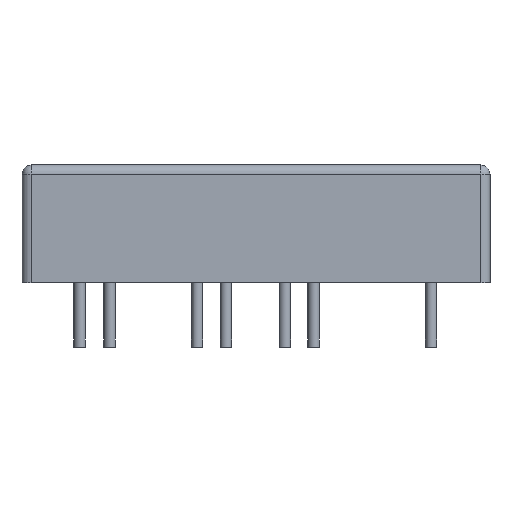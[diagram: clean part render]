
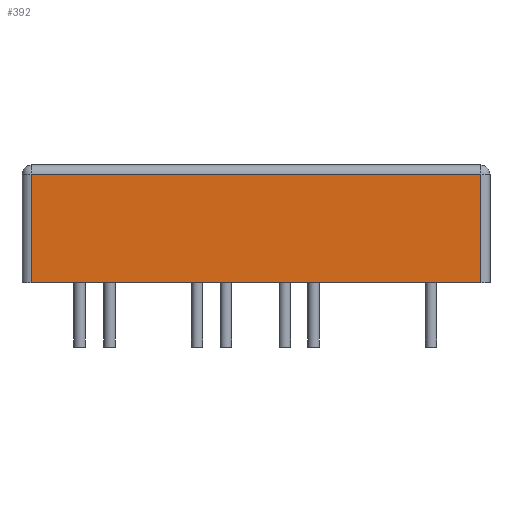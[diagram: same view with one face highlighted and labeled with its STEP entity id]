
A CAD part, left-side view. The second image highlights one B-rep face of the part: STEP entity #392.
In plain terms, the highlighted planar face has unit normal (-1, 0, 0).
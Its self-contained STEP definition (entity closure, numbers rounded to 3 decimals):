
#392 = ADVANCED_FACE( '', ( #991 ), #992, .F. );
#991 = FACE_OUTER_BOUND( '', #1854, .T. );
#992 = PLANE( '', #1855 );
#1854 = EDGE_LOOP( '', ( #3174, #3175, #3176, #3177 ) );
#1855 = AXIS2_PLACEMENT_3D( '', #3178, #3179, #3180 );
#3174 = ORIENTED_EDGE( '', *, *, #5848, .T. );
#3175 = ORIENTED_EDGE( '', *, *, #5849, .T. );
#3176 = ORIENTED_EDGE( '', *, *, #5850, .T. );
#3177 = ORIENTED_EDGE( '', *, *, #5851, .T. );
#3178 = CARTESIAN_POINT( '', ( -25.4, 20.3, 5.1 ) );
#3179 = DIRECTION( '', ( 1., 0., 0. ) );
#3180 = DIRECTION( '', ( 0., 0., -1. ) );
#5848 = EDGE_CURVE( '', #6934, #6935, #6936, .T. );
#5849 = EDGE_CURVE( '', #6935, #6900, #6937, .F. );
#5850 = EDGE_CURVE( '', #6900, #6938, #6939, .F. );
#5851 = EDGE_CURVE( '', #6938, #6934, #6940, .T. );
#6900 = VERTEX_POINT( '', #8980 );
#6934 = VERTEX_POINT( '', #9041 );
#6935 = VERTEX_POINT( '', #9042 );
#6936 = LINE( '', #9043, #9044 );
#6937 = LINE( '', #9045, #9046 );
#6938 = VERTEX_POINT( '', #9047 );
#6939 = LINE( '', #9048, #9049 );
#6940 = LINE( '', #9050, #9051 );
#8980 = CARTESIAN_POINT( '', ( -25.4, -19.5, 4.3 ) );
#9041 = CARTESIAN_POINT( '', ( -25.4, 19.5, -5.1 ) );
#9042 = CARTESIAN_POINT( '', ( -25.4, -19.5, -5.1 ) );
#9043 = CARTESIAN_POINT( '', ( -25.4, 20.3, -5.1 ) );
#9044 = VECTOR( '', #11606, 1000. );
#9045 = CARTESIAN_POINT( '', ( -25.4, -19.5, 5.1 ) );
#9046 = VECTOR( '', #11607, 1000. );
#9047 = CARTESIAN_POINT( '', ( -25.4, 19.5, 4.3 ) );
#9048 = CARTESIAN_POINT( '', ( -25.4, 20.3, 4.3 ) );
#9049 = VECTOR( '', #11608, 1000. );
#9050 = CARTESIAN_POINT( '', ( -25.4, 19.5, 5.1 ) );
#9051 = VECTOR( '', #11609, 1000. );
#11606 = DIRECTION( '', ( 0., -1., 0. ) );
#11607 = DIRECTION( '', ( 0., 0., -1. ) );
#11608 = DIRECTION( '', ( 0., -1., 0. ) );
#11609 = DIRECTION( '', ( 0., 0., -1. ) );
